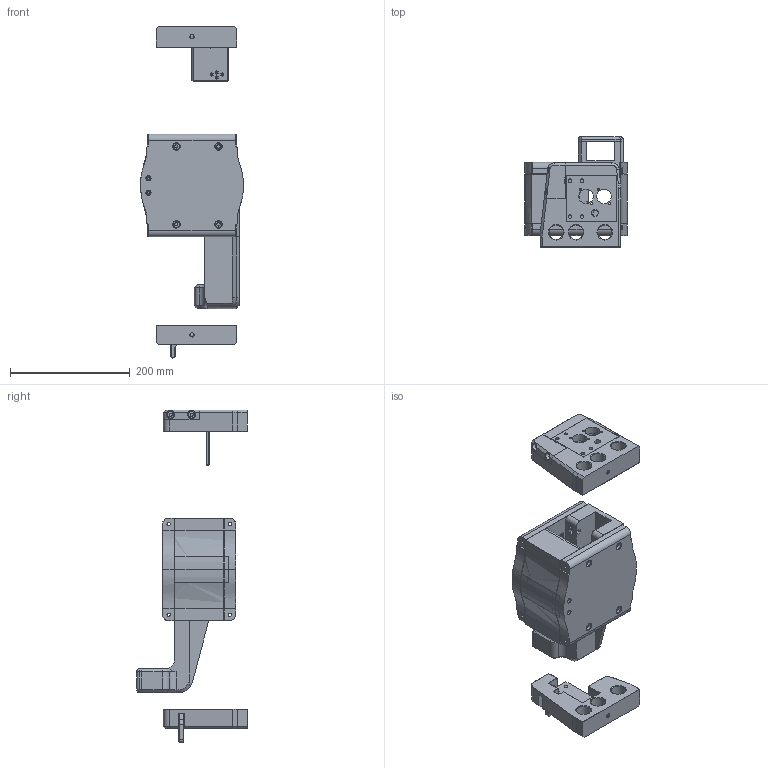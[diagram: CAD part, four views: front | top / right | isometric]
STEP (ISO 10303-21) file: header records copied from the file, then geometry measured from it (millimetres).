
FILE_DESCRIPTION(/* description */ (''),/* implementation_level */ '2;1');
FILE_NAME(/* name */ '00 Rail New Build v44.step',/* time_stamp */ '2024-11-13T19:50:36Z',/* author */ (''),/* organization */ (''),/* preprocessor_version */ 'ST-DEVELOPER v20',/* originating_system */ 'Autodesk Translation Framework v13.20.0.188',/* authorisation */ '');
FILE_SCHEMA (('AUTOMOTIVE_DESIGN { 1 0 10303 214 3 1 1 }'));
Length unit declared in the file: millimetre
Products named in the file (12): 00 Rail New Build; 14 Drag Support; 03 Bottom; 04 Top; 05 Side Motor; 09 Motor Cover; 13 End B; 06 Side; 12 End A; 08 Drag Mount; 07 Drag Arm; 15 Belt Cam
Assembly tree (11 placements, depth 2):
  00 Rail New Build
    14 Drag Support
    03 Bottom
    04 Top
    05 Side Motor
    09 Motor Cover
    13 End B
    06 Side
    12 End A
    08 Drag Mount
    07 Drag Arm
    15 Belt Cam
Bounding box: 171.38 x 184 x 554 mm (x, y, z)
Volume: 3228541.2 mm3; surface area: 548427 mm2
Topology: 14 solids, 14 shells, 1464 faces, 3575 edges, 2253 vertices
Faces by surface type: plane 1083, cylinder 204, cone 109, bspline 67, sphere 1
Full cylindrical faces by diameter (mm): 3.3 x31, 5.3 x40, 5.5 x25, 5.8 x12, 7 x8, 8 x4, 11 x14, 24 x6, 24.4 x2, 26 x1
Entity records: 45141 total; most frequent: CARTESIAN_POINT 10391, ORIENTED_EDGE 7148, DIRECTION 6780, EDGE_CURVE 3574, LINE 2766, VECTOR 2766, VERTEX_POINT 2253, AXIS2_PLACEMENT_3D 2007
